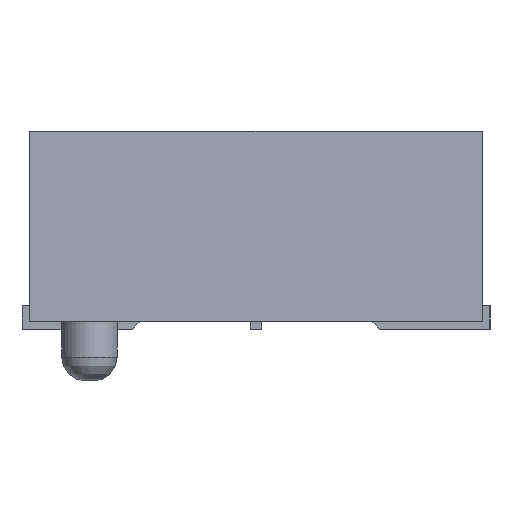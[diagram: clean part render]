
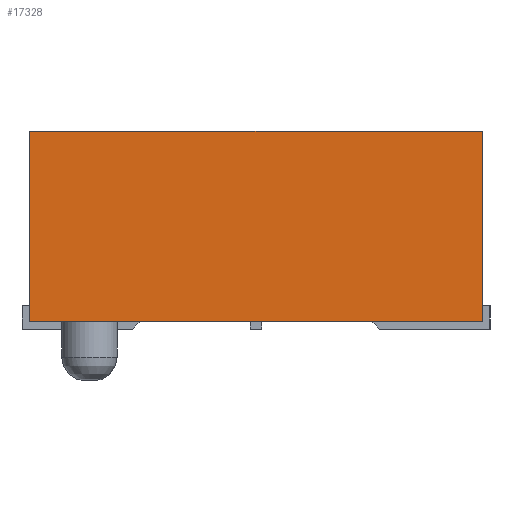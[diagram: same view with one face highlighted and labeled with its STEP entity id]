
A CAD part, left-side view. The second image highlights one B-rep face of the part: STEP entity #17328.
In plain terms, the highlighted planar face has unit normal (-1, 0, 0).
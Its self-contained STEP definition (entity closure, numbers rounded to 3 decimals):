
#1766=FACE_OUTER_BOUND('',#2755,.T.);
#2755=EDGE_LOOP('',(#15483,#15484,#15485,#15486));
#4740=LINE('',#28539,#6744);
#4741=LINE('',#28541,#6745);
#4742=LINE('',#28543,#6746);
#4743=LINE('',#28544,#6747);
#6744=VECTOR('',#23505,1.);
#6745=VECTOR('',#23506,1.);
#6746=VECTOR('',#23507,1.);
#6747=VECTOR('',#23508,1.);
#8357=VERTEX_POINT('',#28537);
#8358=VERTEX_POINT('',#28538);
#8359=VERTEX_POINT('',#28540);
#8360=VERTEX_POINT('',#28542);
#10738=EDGE_CURVE('',#8357,#8358,#4740,.T.);
#10739=EDGE_CURVE('',#8357,#8359,#4741,.T.);
#10740=EDGE_CURVE('',#8359,#8360,#4742,.T.);
#10741=EDGE_CURVE('',#8358,#8360,#4743,.T.);
#15483=ORIENTED_EDGE('',*,*,#10738,.F.);
#15484=ORIENTED_EDGE('',*,*,#10739,.T.);
#15485=ORIENTED_EDGE('',*,*,#10740,.T.);
#15486=ORIENTED_EDGE('',*,*,#10741,.F.);
#16341=PLANE('',#18797);
#17328=ADVANCED_FACE('',(#1766),#16341,.T.);
#18797=AXIS2_PLACEMENT_3D('',#28536,#23503,#23504);
#23503=DIRECTION('center_axis',(-1.,0.,0.));
#23504=DIRECTION('ref_axis',(0.,0.,1.));
#23505=DIRECTION('',(0.,0.,-1.));
#23506=DIRECTION('',(0.,1.,0.));
#23507=DIRECTION('',(0.,0.,-1.));
#23508=DIRECTION('',(0.,1.,0.));
#28536=CARTESIAN_POINT('Origin',(-30.73,3.617,3.173));
#28537=CARTESIAN_POINT('',(-30.73,-3.617,3.173));
#28538=CARTESIAN_POINT('',(-30.73,-3.617,0.127));
#28539=CARTESIAN_POINT('',(-30.73,-3.617,3.173));
#28540=CARTESIAN_POINT('',(-30.73,3.617,3.173));
#28541=CARTESIAN_POINT('',(-30.73,-3.617,3.173));
#28542=CARTESIAN_POINT('',(-30.73,3.617,0.127));
#28543=CARTESIAN_POINT('',(-30.73,3.617,3.173));
#28544=CARTESIAN_POINT('',(-30.73,-3.617,0.127));
